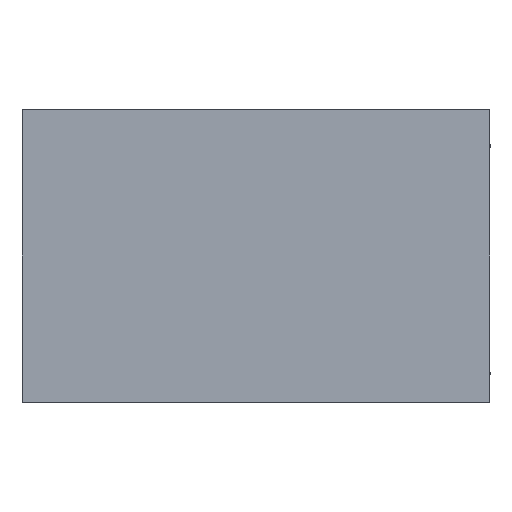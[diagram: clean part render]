
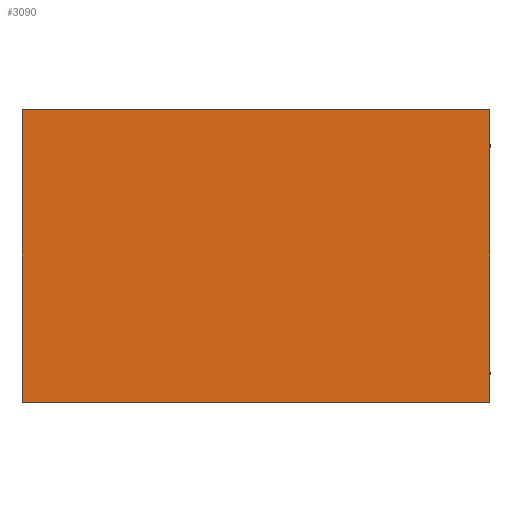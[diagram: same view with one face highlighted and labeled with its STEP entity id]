
A CAD part, front view. The second image highlights one B-rep face of the part: STEP entity #3090.
In plain terms, the highlighted planar face has unit normal (0, -1, 0).
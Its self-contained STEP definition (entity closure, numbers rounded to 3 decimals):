
#63=PLANE('',#3319);
#236=FACE_OUTER_BOUND('',#420,.T.);
#420=EDGE_LOOP('',(#2763,#2764,#2765,#2766));
#863=LINE('',#12948,#1020);
#886=LINE('',#13024,#1043);
#895=LINE('',#13074,#1052);
#896=LINE('',#13075,#1053);
#1020=VECTOR('',#3759,10.);
#1043=VECTOR('',#3838,10.);
#1052=VECTOR('',#3901,10.);
#1053=VECTOR('',#3902,10.);
#1329=VERTEX_POINT('',#12946);
#1330=VERTEX_POINT('',#12947);
#1355=VERTEX_POINT('',#13022);
#1369=VERTEX_POINT('',#13073);
#1779=EDGE_CURVE('',#1329,#1330,#863,.T.);
#1815=EDGE_CURVE('',#1355,#1329,#886,.T.);
#1837=EDGE_CURVE('',#1355,#1369,#895,.F.);
#1838=EDGE_CURVE('',#1330,#1369,#896,.F.);
#2763=ORIENTED_EDGE('',*,*,#1815,.F.);
#2764=ORIENTED_EDGE('',*,*,#1837,.T.);
#2765=ORIENTED_EDGE('',*,*,#1838,.F.);
#2766=ORIENTED_EDGE('',*,*,#1779,.F.);
#3090=ADVANCED_FACE('',(#236),#63,.T.);
#3319=AXIS2_PLACEMENT_3D('',#13072,#3899,#3900);
#3759=DIRECTION('',(0.,0.,-1.));
#3838=DIRECTION('',(1.,0.,0.));
#3899=DIRECTION('center_axis',(0.,-1.,0.));
#3900=DIRECTION('ref_axis',(-1.,0.,0.));
#3901=DIRECTION('',(0.,0.,1.));
#3902=DIRECTION('',(1.,0.,0.));
#12946=CARTESIAN_POINT('',(98.,0.,4.25));
#12947=CARTESIAN_POINT('',(98.,0.,-68.25));
#12948=CARTESIAN_POINT('',(98.,0.,0.));
#13022=CARTESIAN_POINT('',(-18.,0.,4.25));
#13024=CARTESIAN_POINT('',(73.5,0.,4.25));
#13072=CARTESIAN_POINT('Origin',(98.,0.,0.));
#13073=CARTESIAN_POINT('',(-18.,0.,-68.25));
#13074=CARTESIAN_POINT('',(-18.,0.,0.));
#13075=CARTESIAN_POINT('',(73.5,0.,-68.25));
